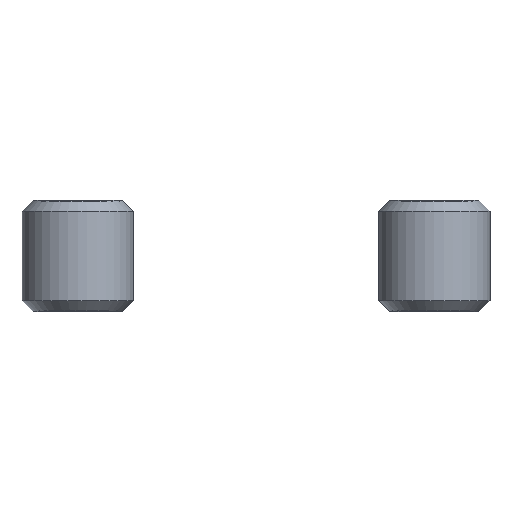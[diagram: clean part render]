
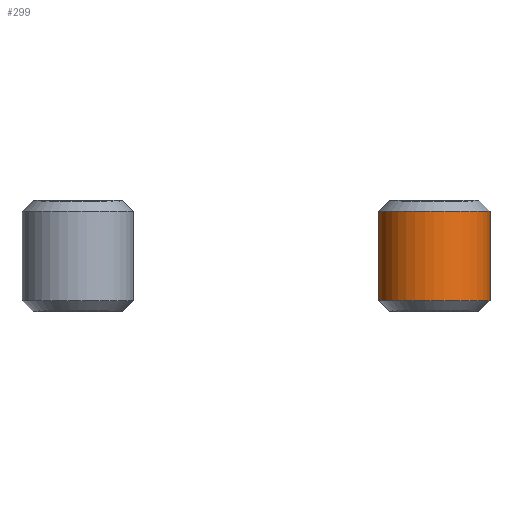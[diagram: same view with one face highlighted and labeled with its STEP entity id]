
A CAD part, left-side view. The second image highlights one B-rep face of the part: STEP entity #299.
In plain terms, the highlighted cylindrical face has radius 5 mm (diameter 10 mm), a partial arc.
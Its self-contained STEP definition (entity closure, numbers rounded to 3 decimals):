
#98 = CARTESIAN_POINT ( 'NONE',  ( 4., 0., 5. ) ) ;
#232 = CYLINDRICAL_SURFACE ( 'NONE', #2254, 5. ) ;
#245 = AXIS2_PLACEMENT_3D ( 'NONE', #1307, #547, #1819 ) ;
#299 = ADVANCED_FACE ( 'NONE', ( #1596 ), #232, .T. ) ;
#547 = DIRECTION ( 'NONE',  ( -1., 0., 0. ) ) ;
#577 = VERTEX_POINT ( 'NONE', #1289 ) ;
#693 = EDGE_CURVE ( 'NONE', #577, #1081, #3356, .T. ) ;
#697 = DIRECTION ( 'NONE',  ( 0., 0., 1. ) ) ;
#803 = EDGE_LOOP ( 'NONE', ( #1052, #1182, #2065, #1630 ) ) ;
#859 = EDGE_CURVE ( 'NONE', #864, #577, #2838, .T. ) ;
#864 = VERTEX_POINT ( 'NONE', #98 ) ;
#872 = DIRECTION ( 'NONE',  ( -1., 0., 0. ) ) ;
#1012 = VERTEX_POINT ( 'NONE', #2656 ) ;
#1052 = ORIENTED_EDGE ( 'NONE', *, *, #1844, .T. ) ;
#1081 = VERTEX_POINT ( 'NONE', #2144 ) ;
#1182 = ORIENTED_EDGE ( 'NONE', *, *, #2872, .T. ) ;
#1288 = CARTESIAN_POINT ( 'NONE',  ( 0., 0., -5. ) ) ;
#1289 = CARTESIAN_POINT ( 'NONE',  ( -4., 0., 5. ) ) ;
#1307 = CARTESIAN_POINT ( 'NONE',  ( -4., 0., 0. ) ) ;
#1352 = LINE ( 'NONE', #1288, #2059 ) ;
#1412 = DIRECTION ( 'NONE',  ( 0., 0., 1. ) ) ;
#1590 = VECTOR ( 'NONE', #872, 1000. ) ;
#1596 = FACE_OUTER_BOUND ( 'NONE', #803, .T. ) ;
#1630 = ORIENTED_EDGE ( 'NONE', *, *, #859, .F. ) ;
#1819 = DIRECTION ( 'NONE',  ( 0., 0., 1. ) ) ;
#1844 = EDGE_CURVE ( 'NONE', #864, #1012, #3038, .T. ) ;
#1975 = DIRECTION ( 'NONE',  ( -1., 0., 0. ) ) ;
#2059 = VECTOR ( 'NONE', #2287, 1000. ) ;
#2065 = ORIENTED_EDGE ( 'NONE', *, *, #693, .F. ) ;
#2144 = CARTESIAN_POINT ( 'NONE',  ( -4., 0., -5. ) ) ;
#2254 = AXIS2_PLACEMENT_3D ( 'NONE', #3245, #2463, #1412 ) ;
#2287 = DIRECTION ( 'NONE',  ( -1., 0., 0. ) ) ;
#2357 = AXIS2_PLACEMENT_3D ( 'NONE', #2741, #1975, #697 ) ;
#2463 = DIRECTION ( 'NONE',  ( -1., 0., 0. ) ) ;
#2656 = CARTESIAN_POINT ( 'NONE',  ( 4., 0., -5. ) ) ;
#2741 = CARTESIAN_POINT ( 'NONE',  ( 4., 0., 0. ) ) ;
#2838 = LINE ( 'NONE', #3199, #1590 ) ;
#2872 = EDGE_CURVE ( 'NONE', #1012, #1081, #1352, .T. ) ;
#3038 = CIRCLE ( 'NONE', #2357, 5. ) ;
#3199 = CARTESIAN_POINT ( 'NONE',  ( 0., 0., 5. ) ) ;
#3245 = CARTESIAN_POINT ( 'NONE',  ( 0., 0., 0. ) ) ;
#3356 = CIRCLE ( 'NONE', #245, 5. ) ;
